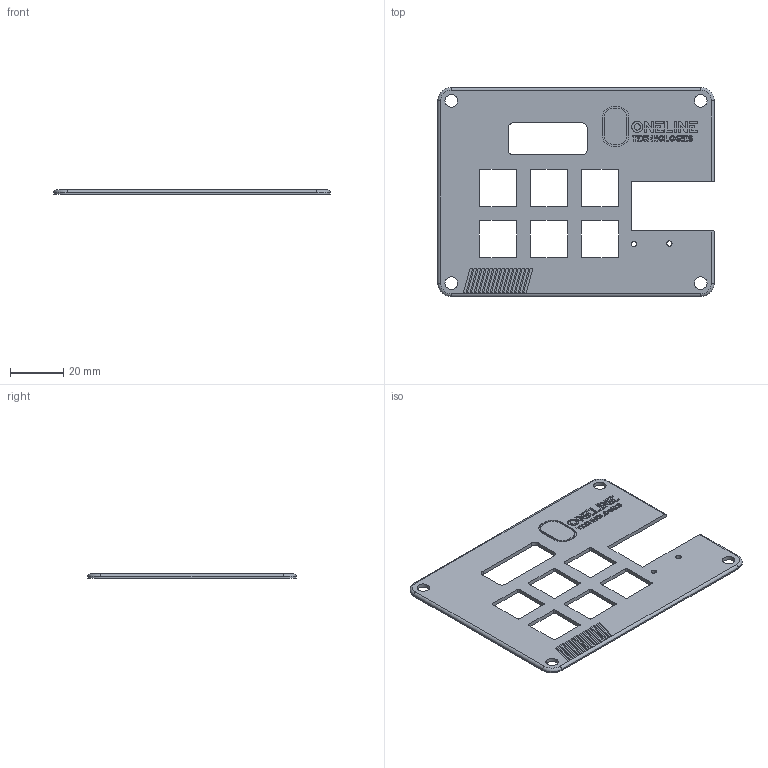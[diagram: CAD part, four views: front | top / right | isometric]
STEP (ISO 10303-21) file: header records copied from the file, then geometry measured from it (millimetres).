
FILE_DESCRIPTION(/* description */ (''),/* implementation_level */ '2;1');
FILE_NAME(/* name */ 'fb044e8a-7a31-4997-967b-9372beb765a6.stp',/* time_stamp */ '2026-01-10T22:46:12Z',/* author */ (''),/* organization */ (''),/* preprocessor_version */ 'ST-DEVELOPER v20.1',/* originating_system */ 'Autodesk Translation Framework v14.24.0.0',/* authorisation */ '');
FILE_SCHEMA (('AUTOMOTIVE_DESIGN { 1 0 10303 214 3 1 1 }'));
Length unit declared in the file: millimetre
Products named in the file (1): 2025-12-31-16-18-48-108
Bounding box: 103.4 x 78.2 x 1.5 mm (x, y, z)
Volume: 8638.5 mm3; surface area: 13310.5 mm2
Topology: 1 solids, 1 shells, 513 faces, 1393 edges, 926 vertices
Faces by surface type: plane 296, bspline 162, cylinder 51, torus 4
Full cylindrical faces by diameter (mm): 2 x2, 4.7 x4
Entity records: 17657 total; most frequent: CARTESIAN_POINT 5571, ORIENTED_EDGE 2786, DIRECTION 1878, EDGE_CURVE 1393, LINE 962, VECTOR 962, VERTEX_POINT 926, EDGE_LOOP 583
